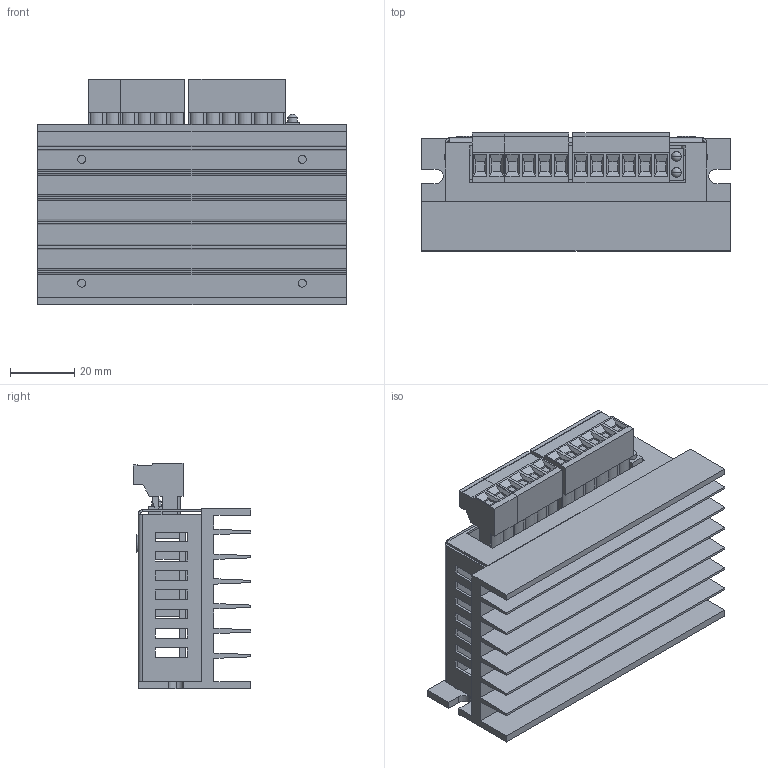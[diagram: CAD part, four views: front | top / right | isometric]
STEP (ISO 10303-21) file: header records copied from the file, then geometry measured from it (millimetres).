
FILE_DESCRIPTION (( 'STEP AP214' ), '1' );
FILE_NAME ('TB6600 Stepper motor driver by taitran.STEP', '2021-04-29T02:43:20', ( '' ), ( '' ), 'SwSTEP 2.0', 'SolidWorks 2020', '' );
FILE_SCHEMA (( 'AUTOMOTIVE_DESIGN' ));
Length unit declared in the file: millimetre
Products named in the file (1): TB6600 Stepper motor driver by taitran
Bounding box: 96 x 36.6 x 70.3 mm (x, y, z)
Volume: 62114.8 mm3; surface area: 63063.9 mm2
Topology: 10 solids, 10 shells, 708 faces, 1779 edges, 1142 vertices
Faces by surface type: plane 563, cylinder 113, cone 28, sphere 4
Entity records: 28848 total; most frequent: CARTESIAN_POINT 3630, ORIENTED_EDGE 3558, DIRECTION 3499, EDGE_CURVE 1779, VECTOR 1477, LINE 1477, VERTEX_POINT 1142, AXIS2_PLACEMENT_3D 1011
